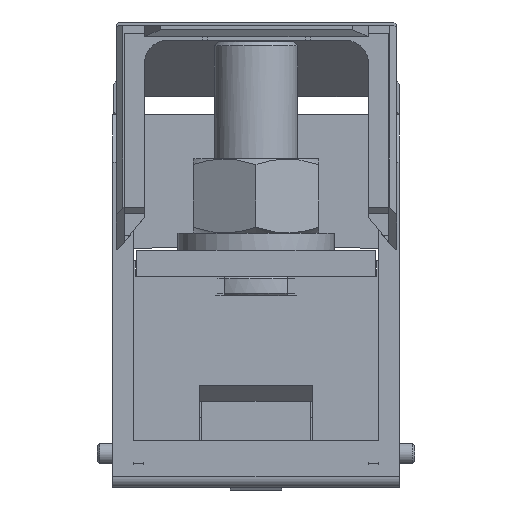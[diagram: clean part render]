
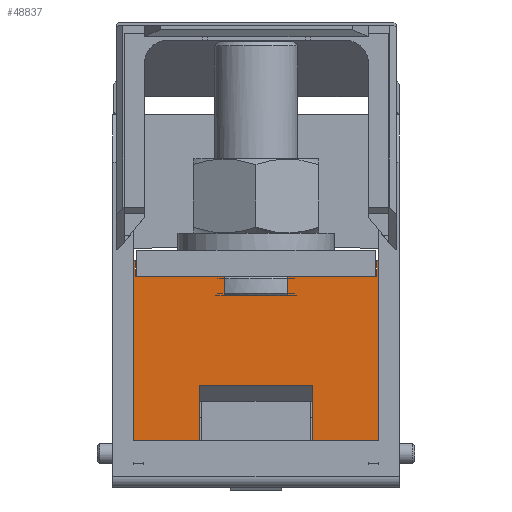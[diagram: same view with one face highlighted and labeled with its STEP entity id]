
A CAD part, left-side view. The second image highlights one B-rep face of the part: STEP entity #48837.
In plain terms, the highlighted planar face has unit normal (-1, 0, 0).
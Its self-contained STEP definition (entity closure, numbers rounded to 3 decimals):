
#2451=ORIENTED_EDGE('',*,*,#12372,.T.);
#2452=ORIENTED_EDGE('',*,*,#12373,.F.);
#2453=ORIENTED_EDGE('',*,*,#12374,.F.);
#2454=ORIENTED_EDGE('',*,*,#12375,.T.);
#2455=ORIENTED_EDGE('',*,*,#12376,.F.);
#2456=ORIENTED_EDGE('',*,*,#11621,.F.);
#2457=ORIENTED_EDGE('',*,*,#12377,.T.);
#2458=ORIENTED_EDGE('',*,*,#12378,.F.);
#2459=ORIENTED_EDGE('',*,*,#12379,.T.);
#2460=ORIENTED_EDGE('',*,*,#12380,.F.);
#2461=ORIENTED_EDGE('',*,*,#12381,.T.);
#2462=ORIENTED_EDGE('',*,*,#11623,.F.);
#2463=ORIENTED_EDGE('',*,*,#12382,.T.);
#2464=ORIENTED_EDGE('',*,*,#12383,.F.);
#2465=ORIENTED_EDGE('',*,*,#12384,.F.);
#2466=ORIENTED_EDGE('',*,*,#12385,.F.);
#2467=ORIENTED_EDGE('',*,*,#11882,.F.);
#2468=ORIENTED_EDGE('',*,*,#11877,.T.);
#2469=ORIENTED_EDGE('',*,*,#12386,.T.);
#2470=ORIENTED_EDGE('',*,*,#12387,.F.);
#2471=ORIENTED_EDGE('',*,*,#12388,.F.);
#2472=ORIENTED_EDGE('',*,*,#12389,.T.);
#2473=ORIENTED_EDGE('',*,*,#12390,.T.);
#2474=ORIENTED_EDGE('',*,*,#11875,.T.);
#2475=ORIENTED_EDGE('',*,*,#11872,.T.);
#2476=ORIENTED_EDGE('',*,*,#11881,.F.);
#11621=EDGE_CURVE('',#16834,#16745,#20286,.T.);
#11623=EDGE_CURVE('',#16835,#16785,#20288,.T.);
#11872=EDGE_CURVE('',#17010,#17011,#20470,.T.);
#11875=EDGE_CURVE('',#16984,#17010,#20473,.T.);
#11877=EDGE_CURVE('',#17013,#16999,#20475,.T.);
#11881=EDGE_CURVE('',#17015,#17011,#20479,.T.);
#11882=EDGE_CURVE('',#17013,#17015,#20480,.T.);
#12372=EDGE_CURVE('',#17365,#17366,#20863,.T.);
#12373=EDGE_CURVE('',#17367,#17366,#20864,.T.);
#12374=EDGE_CURVE('',#17368,#17367,#20865,.T.);
#12375=EDGE_CURVE('',#17368,#17369,#20866,.T.);
#12376=EDGE_CURVE('',#16745,#17369,#20867,.T.);
#12377=EDGE_CURVE('',#16834,#17370,#20868,.F.);
#12378=EDGE_CURVE('',#17371,#17370,#20869,.T.);
#12379=EDGE_CURVE('',#17371,#17372,#20870,.T.);
#12380=EDGE_CURVE('',#17373,#17372,#20871,.T.);
#12381=EDGE_CURVE('',#17373,#16785,#20872,.T.);
#12382=EDGE_CURVE('',#16835,#17374,#20873,.T.);
#12383=EDGE_CURVE('',#17375,#17374,#20874,.T.);
#12384=EDGE_CURVE('',#17376,#17375,#20875,.T.);
#12385=EDGE_CURVE('',#17365,#17376,#20876,.T.);
#12386=EDGE_CURVE('',#16999,#17377,#20877,.T.);
#12387=EDGE_CURVE('',#17378,#17377,#20878,.T.);
#12388=EDGE_CURVE('',#17379,#17378,#20879,.T.);
#12389=EDGE_CURVE('',#17379,#17380,#20880,.T.);
#12390=EDGE_CURVE('',#17380,#16984,#20881,.T.);
#16745=VERTEX_POINT('',#62858);
#16785=VERTEX_POINT('',#62942);
#16834=VERTEX_POINT('',#63047);
#16835=VERTEX_POINT('',#63050);
#16984=VERTEX_POINT('',#63460);
#16999=VERTEX_POINT('',#63499);
#17010=VERTEX_POINT('',#63531);
#17011=VERTEX_POINT('',#63532);
#17013=VERTEX_POINT('',#63540);
#17015=VERTEX_POINT('',#63546);
#17365=VERTEX_POINT('',#64538);
#17366=VERTEX_POINT('',#64539);
#17367=VERTEX_POINT('',#64541);
#17368=VERTEX_POINT('',#64543);
#17369=VERTEX_POINT('',#64545);
#17370=VERTEX_POINT('',#64548);
#17371=VERTEX_POINT('',#64550);
#17372=VERTEX_POINT('',#64552);
#17373=VERTEX_POINT('',#64554);
#17374=VERTEX_POINT('',#64557);
#17375=VERTEX_POINT('',#64559);
#17376=VERTEX_POINT('',#64561);
#17377=VERTEX_POINT('',#64564);
#17378=VERTEX_POINT('',#64566);
#17379=VERTEX_POINT('',#64568);
#17380=VERTEX_POINT('',#64570);
#20286=LINE('',#63048,#24807);
#20288=LINE('',#63051,#24809);
#20470=LINE('',#63530,#24991);
#20473=LINE('',#63537,#24994);
#20475=LINE('',#63539,#24996);
#20479=LINE('',#63547,#25000);
#20480=LINE('',#63549,#25001);
#20863=LINE('',#64537,#25384);
#20864=LINE('',#64540,#25385);
#20865=LINE('',#64542,#25386);
#20866=LINE('',#64544,#25387);
#20867=LINE('',#64546,#25388);
#20868=LINE('',#64547,#25389);
#20869=LINE('',#64549,#25390);
#20870=LINE('',#64551,#25391);
#20871=LINE('',#64553,#25392);
#20872=LINE('',#64555,#25393);
#20873=LINE('',#64556,#25394);
#20874=LINE('',#64558,#25395);
#20875=LINE('',#64560,#25396);
#20876=LINE('',#64562,#25397);
#20877=LINE('',#64563,#25398);
#20878=LINE('',#64565,#25399);
#20879=LINE('',#64567,#25400);
#20880=LINE('',#64569,#25401);
#20881=LINE('',#64571,#25402);
#24807=VECTOR('',#53290,1000.);
#24809=VECTOR('',#53292,1000.);
#24991=VECTOR('',#53720,1000.);
#24994=VECTOR('',#53725,1000.);
#24996=VECTOR('',#53727,1000.);
#25000=VECTOR('',#53733,1000.);
#25001=VECTOR('',#53736,1000.);
#25384=VECTOR('',#54631,1000.);
#25385=VECTOR('',#54632,1000.);
#25386=VECTOR('',#54633,1000.);
#25387=VECTOR('',#54634,1000.);
#25388=VECTOR('',#54635,1000.);
#25389=VECTOR('',#54636,1000.);
#25390=VECTOR('',#54637,1000.);
#25391=VECTOR('',#54638,1000.);
#25392=VECTOR('',#54639,1000.);
#25393=VECTOR('',#54640,1000.);
#25394=VECTOR('',#54641,1000.);
#25395=VECTOR('',#54642,1000.);
#25396=VECTOR('',#54643,1000.);
#25397=VECTOR('',#54644,1000.);
#25398=VECTOR('',#54645,1000.);
#25399=VECTOR('',#54646,1000.);
#25400=VECTOR('',#54647,1000.);
#25401=VECTOR('',#54648,1000.);
#25402=VECTOR('',#54649,1000.);
#29470=EDGE_LOOP('',(#2451,#2452,#2453,#2454,#2455,#2456,#2457,#2458,#2459,
#2460,#2461,#2462,#2463,#2464,#2465,#2466));
#29471=EDGE_LOOP('',(#2467,#2468,#2469,#2470,#2471,#2472,#2473,#2474,#2475,
#2476));
#31625=FACE_BOUND('',#29470,.T.);
#31626=FACE_BOUND('',#29471,.T.);
#33701=PLANE('',#50983);
#48837=ADVANCED_FACE('',(#31625,#31626),#33701,.T.);
#50983=AXIS2_PLACEMENT_3D('',#64536,#54629,#54630);
#53290=DIRECTION('',(0.,-1.,0.));
#53292=DIRECTION('',(0.,-1.,0.));
#53720=DIRECTION('',(0.,0.,-1.));
#53725=DIRECTION('',(0.,1.,0.));
#53727=DIRECTION('',(0.,1.,0.));
#53733=DIRECTION('',(0.,-1.,0.));
#53736=DIRECTION('',(0.,0.,-1.));
#54629=DIRECTION('',(-1.,0.,0.));
#54630=DIRECTION('',(0.,0.,1.));
#54631=DIRECTION('',(0.,-1.,0.));
#54632=DIRECTION('',(0.,0.,-1.));
#54633=DIRECTION('',(0.,-1.,0.));
#54634=DIRECTION('',(0.,0.,-1.));
#54635=DIRECTION('',(0.,-1.,0.));
#54636=DIRECTION('',(0.,0.,1.));
#54637=DIRECTION('',(0.,-1.,0.));
#54638=DIRECTION('',(0.,1.,0.));
#54639=DIRECTION('',(0.,-1.,0.));
#54640=DIRECTION('',(0.,0.,1.));
#54641=DIRECTION('',(0.,1.,0.));
#54642=DIRECTION('',(0.,0.,-1.));
#54643=DIRECTION('',(0.,-1.,0.));
#54644=DIRECTION('',(0.,0.,1.));
#54645=DIRECTION('',(0.,1.,0.));
#54646=DIRECTION('',(0.,0.,-1.));
#54647=DIRECTION('',(0.,1.,0.));
#54648=DIRECTION('',(0.,0.,-1.));
#54649=DIRECTION('',(0.,1.,0.));
#62858=CARTESIAN_POINT('',(-43.5,4.5,8.31));
#62942=CARTESIAN_POINT('',(-43.5,33.562,8.31));
#63047=CARTESIAN_POINT('',(-43.5,21.438,8.31));
#63048=CARTESIAN_POINT('',(-43.5,27.5,8.31));
#63050=CARTESIAN_POINT('',(-43.5,50.5,8.31));
#63051=CARTESIAN_POINT('',(-43.5,27.5,8.31));
#63460=CARTESIAN_POINT('',(-43.5,17.1,-23.19));
#63499=CARTESIAN_POINT('',(-43.5,37.9,-23.19));
#63530=CARTESIAN_POINT('',(-43.5,22.6,-25.19));
#63531=CARTESIAN_POINT('',(-43.5,22.6,-23.19));
#63532=CARTESIAN_POINT('',(-43.5,22.6,-23.671));
#63537=CARTESIAN_POINT('',(-43.5,110.981,-23.19));
#63539=CARTESIAN_POINT('',(-43.5,110.981,-23.19));
#63540=CARTESIAN_POINT('',(-43.5,32.4,-23.19));
#63546=CARTESIAN_POINT('',(-43.5,32.4,-23.671));
#63547=CARTESIAN_POINT('',(-43.5,32.4,-23.671));
#63549=CARTESIAN_POINT('',(-43.5,32.4,-25.19));
#64536=CARTESIAN_POINT('',(-43.5,184.004,8.31));
#64537=CARTESIAN_POINT('',(-43.5,22.5,-27.19));
#64538=CARTESIAN_POINT('',(-43.5,51.1,-27.19));
#64539=CARTESIAN_POINT('',(-43.5,3.9,-27.19));
#64540=CARTESIAN_POINT('',(-43.5,3.9,8.31));
#64541=CARTESIAN_POINT('',(-43.5,3.9,11.31));
#64542=CARTESIAN_POINT('',(-43.5,4.375,11.31));
#64543=CARTESIAN_POINT('',(-43.5,4.375,11.31));
#64544=CARTESIAN_POINT('',(-43.5,4.375,11.31));
#64545=CARTESIAN_POINT('',(-43.5,4.375,8.31));
#64546=CARTESIAN_POINT('',(-43.5,184.004,8.31));
#64547=CARTESIAN_POINT('',(-43.5,21.438,4.56));
#64548=CARTESIAN_POINT('',(-43.5,21.438,4.56));
#64549=CARTESIAN_POINT('',(-43.5,184.004,4.56));
#64550=CARTESIAN_POINT('',(-43.5,23.28,4.56));
#64551=CARTESIAN_POINT('',(-43.5,27.5,4.56));
#64552=CARTESIAN_POINT('',(-43.5,31.72,4.56));
#64553=CARTESIAN_POINT('',(-43.5,184.004,4.56));
#64554=CARTESIAN_POINT('',(-43.5,33.562,4.56));
#64555=CARTESIAN_POINT('',(-43.5,33.562,4.56));
#64556=CARTESIAN_POINT('',(-43.5,-129.004,8.31));
#64557=CARTESIAN_POINT('',(-43.5,50.625,8.31));
#64558=CARTESIAN_POINT('',(-43.5,50.625,11.31));
#64559=CARTESIAN_POINT('',(-43.5,50.625,11.31));
#64560=CARTESIAN_POINT('',(-43.5,53.1,11.31));
#64561=CARTESIAN_POINT('',(-43.5,51.1,11.31));
#64562=CARTESIAN_POINT('',(-43.5,51.1,-18.69));
#64563=CARTESIAN_POINT('',(-43.5,16.6,-23.19));
#64564=CARTESIAN_POINT('',(-43.5,38.4,-23.19));
#64565=CARTESIAN_POINT('',(-43.5,38.4,-12.69));
#64566=CARTESIAN_POINT('',(-43.5,38.4,-12.69));
#64567=CARTESIAN_POINT('',(-43.5,16.6,-12.69));
#64568=CARTESIAN_POINT('',(-43.5,16.6,-12.69));
#64569=CARTESIAN_POINT('',(-43.5,16.6,-12.69));
#64570=CARTESIAN_POINT('',(-43.5,16.6,-23.19));
#64571=CARTESIAN_POINT('',(-43.5,16.6,-23.19));
